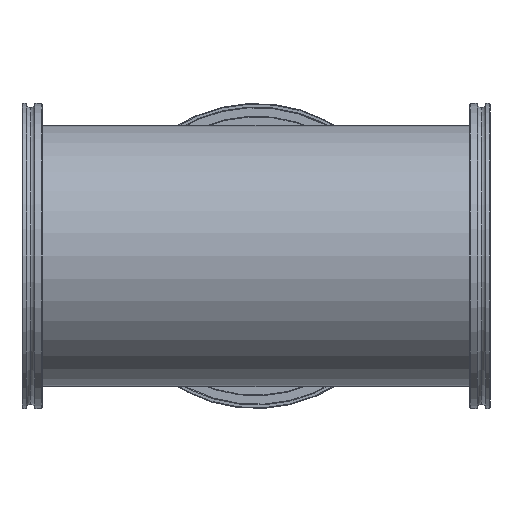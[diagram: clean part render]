
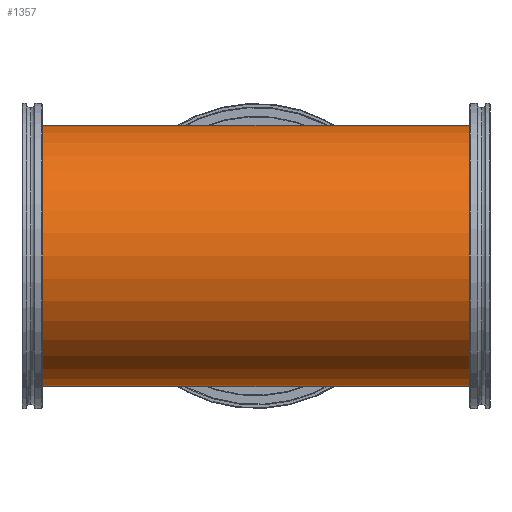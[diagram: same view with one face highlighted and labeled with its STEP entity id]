
A CAD part, front view. The second image highlights one B-rep face of the part: STEP entity #1357.
In plain terms, the highlighted cylindrical face has radius 77 mm (diameter 154 mm), a partial arc.
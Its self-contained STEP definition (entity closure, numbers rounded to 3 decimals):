
#58 = DIRECTION ( 'NONE',  ( -1., 0., 0. ) ) ;
#59 = ORIENTED_EDGE ( 'NONE', *, *, #325, .F. ) ;
#63 = CARTESIAN_POINT ( 'NONE',  ( -131.5, 0., 77. ) ) ;
#125 = ORIENTED_EDGE ( 'NONE', *, *, #532, .F. ) ;
#148 = AXIS2_PLACEMENT_3D ( 'NONE', #1184, #828, #947 ) ;
#150 = ORIENTED_EDGE ( 'NONE', *, *, #1370, .T. ) ;
#175 = LINE ( 'NONE', #725, #866 ) ;
#216 = VECTOR ( 'NONE', #457, 1000. ) ;
#226 = LINE ( 'NONE', #1227, #305 ) ;
#264 = ORIENTED_EDGE ( 'NONE', *, *, #1595, .T. ) ;
#305 = VECTOR ( 'NONE', #742, 1000. ) ;
#306 = VERTEX_POINT ( 'NONE', #63 ) ;
#312 = CARTESIAN_POINT ( 'NONE',  ( 131.5, 0., 77. ) ) ;
#320 = CIRCLE ( 'NONE', #693, 77. ) ;
#325 = EDGE_CURVE ( 'NONE', #795, #1420, #935, .T. ) ;
#333 = EDGE_CURVE ( 'NONE', #451, #795, #175, .T. ) ;
#418 = CARTESIAN_POINT ( 'NONE',  ( 0., 0., 77. ) ) ;
#427 = VECTOR ( 'NONE', #58, 1000. ) ;
#438 = DIRECTION ( 'NONE',  ( 1., 0., 0. ) ) ;
#451 = VERTEX_POINT ( 'NONE', #1282 ) ;
#457 = DIRECTION ( 'NONE',  ( -1., 0., 0. ) ) ;
#478 = VERTEX_POINT ( 'NONE', #418 ) ;
#532 = EDGE_CURVE ( 'NONE', #1377, #451, #621, .T. ) ;
#591 = EDGE_LOOP ( 'NONE', ( #1269, #125, #264, #150, #1162, #59 ) ) ;
#621 = CIRCLE ( 'NONE', #668, 77. ) ;
#668 = AXIS2_PLACEMENT_3D ( 'NONE', #940, #1411, #1548 ) ;
#677 = FACE_OUTER_BOUND ( 'NONE', #591, .T. ) ;
#693 = AXIS2_PLACEMENT_3D ( 'NONE', #1187, #438, #1305 ) ;
#712 = EDGE_CURVE ( 'NONE', #306, #1420, #320, .T. ) ;
#725 = CARTESIAN_POINT ( 'NONE',  ( 131.5, 0., -77. ) ) ;
#742 = DIRECTION ( 'NONE',  ( -1., 0., 0. ) ) ;
#795 = VERTEX_POINT ( 'NONE', #931 ) ;
#828 = DIRECTION ( 'NONE',  ( -1., 0., 0. ) ) ;
#866 = VECTOR ( 'NONE', #956, 1000. ) ;
#931 = CARTESIAN_POINT ( 'NONE',  ( 0., 0., -77. ) ) ;
#935 = LINE ( 'NONE', #1203, #216 ) ;
#940 = CARTESIAN_POINT ( 'NONE',  ( 131.5, 0., 0. ) ) ;
#947 = DIRECTION ( 'NONE',  ( 0., 0., 1. ) ) ;
#956 = DIRECTION ( 'NONE',  ( -1., 0., 0. ) ) ;
#1162 = ORIENTED_EDGE ( 'NONE', *, *, #712, .T. ) ;
#1184 = CARTESIAN_POINT ( 'NONE',  ( 131.5, 0., 0. ) ) ;
#1187 = CARTESIAN_POINT ( 'NONE',  ( -131.5, 0., 0. ) ) ;
#1200 = CARTESIAN_POINT ( 'NONE',  ( 131.5, 0., 77. ) ) ;
#1203 = CARTESIAN_POINT ( 'NONE',  ( 131.5, 0., -77. ) ) ;
#1215 = CYLINDRICAL_SURFACE ( 'NONE', #148, 77. ) ;
#1227 = CARTESIAN_POINT ( 'NONE',  ( 131.5, 0., 77. ) ) ;
#1269 = ORIENTED_EDGE ( 'NONE', *, *, #333, .F. ) ;
#1282 = CARTESIAN_POINT ( 'NONE',  ( 131.5, 0., -77. ) ) ;
#1305 = DIRECTION ( 'NONE',  ( 0., 0., -1. ) ) ;
#1357 = ADVANCED_FACE ( 'NONE', ( #677 ), #1215, .T. ) ;
#1370 = EDGE_CURVE ( 'NONE', #478, #306, #1426, .T. ) ;
#1377 = VERTEX_POINT ( 'NONE', #312 ) ;
#1411 = DIRECTION ( 'NONE',  ( 1., 0., 0. ) ) ;
#1420 = VERTEX_POINT ( 'NONE', #1589 ) ;
#1426 = LINE ( 'NONE', #1200, #427 ) ;
#1548 = DIRECTION ( 'NONE',  ( 0., 0., -1. ) ) ;
#1589 = CARTESIAN_POINT ( 'NONE',  ( -131.5, 0., -77. ) ) ;
#1595 = EDGE_CURVE ( 'NONE', #1377, #478, #226, .T. ) ;
